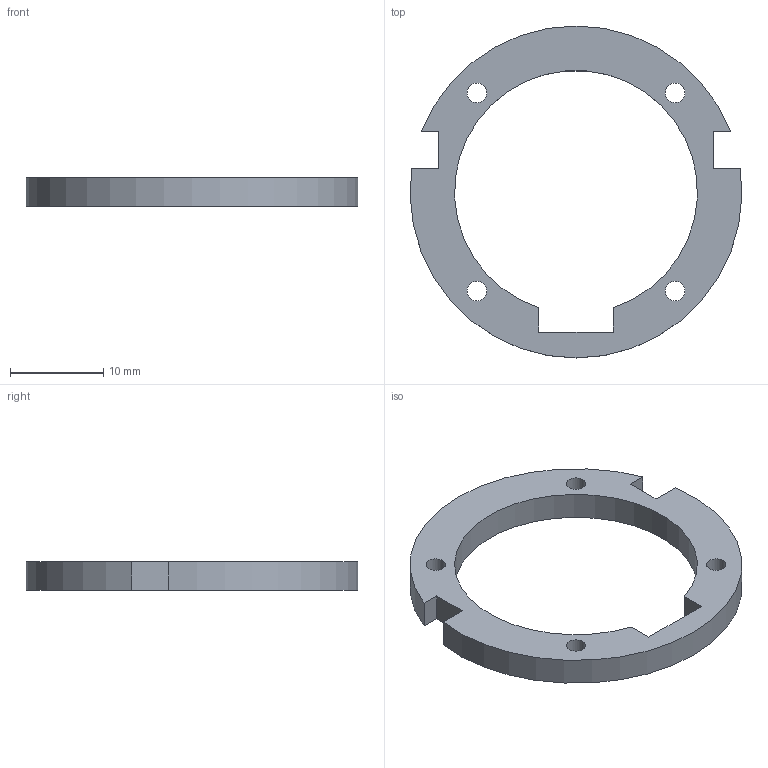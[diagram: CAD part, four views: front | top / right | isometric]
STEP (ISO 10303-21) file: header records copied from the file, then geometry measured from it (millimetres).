
FILE_DESCRIPTION(/* description */ (''),/* implementation_level */ '2;1');
FILE_NAME(/* name */ 'Ring3.step',/* time_stamp */ '2018-05-15T22:35:41+10:00',/* author */ (''),/* organization */ (''),/* preprocessor_version */ 'ST-DEVELOPER v17',/* originating_system */ 'Autodesk Translation Framework v7.1.0.215',/* authorisation */ '');
FILE_SCHEMA (('AUTOMOTIVE_DESIGN { 1 0 10303 214 3 1 1 }'));
Length unit declared in the file: millimetre
Products named in the file (1): Ring3
Bounding box: 35.51 x 35.53 x 3 mm (x, y, z)
Volume: 1228.5 mm3; surface area: 1521.4 mm2
Topology: 1 solids, 1 shells, 18 faces, 48 edges, 32 vertices
Faces by surface type: plane 11, cylinder 7
Full cylindrical faces by diameter (mm): 2.1 x4
Entity records: 626 total; most frequent: DIRECTION 100, CARTESIAN_POINT 99, ORIENTED_EDGE 96, EDGE_CURVE 48, LINE 34, VECTOR 34, AXIS2_PLACEMENT_3D 33, VERTEX_POINT 32
